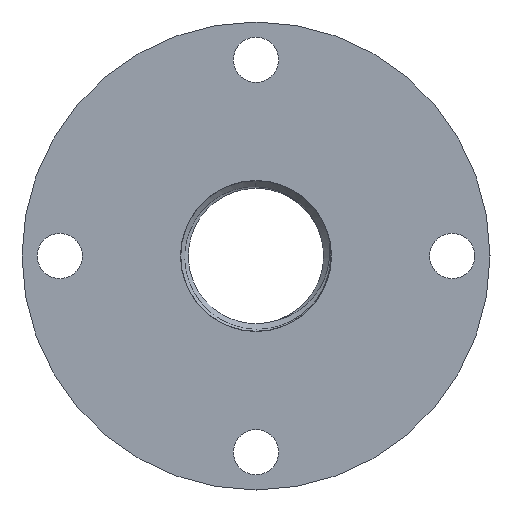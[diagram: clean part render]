
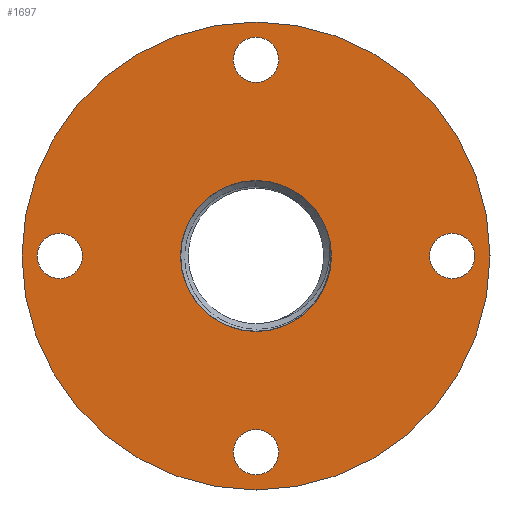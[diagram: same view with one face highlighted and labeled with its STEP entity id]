
A CAD part, left-side view. The second image highlights one B-rep face of the part: STEP entity #1697.
In plain terms, the highlighted planar face has unit normal (-1, 0, 0).
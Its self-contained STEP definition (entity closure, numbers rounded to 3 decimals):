
#15 = DIRECTION ( 'NONE',  ( 0., 0., -1. ) ) ;
#58 = VERTEX_POINT ( 'NONE', #258 ) ;
#64 = EDGE_CURVE ( 'NONE', #123, #2523, #183, .T. ) ;
#90 = EDGE_CURVE ( 'NONE', #2460, #704, #228, .T. ) ;
#97 = DIRECTION ( 'NONE',  ( 1., 0., 0. ) ) ;
#123 = VERTEX_POINT ( 'NONE', #618 ) ;
#165 = VERTEX_POINT ( 'NONE', #2645 ) ;
#183 = CIRCLE ( 'NONE', #187, 7.5 ) ;
#187 = AXIS2_PLACEMENT_3D ( 'NONE', #1273, #1453, #448 ) ;
#191 = DIRECTION ( 'NONE',  ( 1., 0., 0. ) ) ;
#201 = EDGE_LOOP ( 'NONE', ( #555, #1600 ) ) ;
#205 = EDGE_CURVE ( 'NONE', #1126, #165, #435, .T. ) ;
#207 = CARTESIAN_POINT ( 'NONE',  ( 0., 0., 0. ) ) ;
#228 = CIRCLE ( 'NONE', #256, 7.5 ) ;
#247 = CARTESIAN_POINT ( 'NONE',  ( 0., -65., 0. ) ) ;
#256 = AXIS2_PLACEMENT_3D ( 'NONE', #247, #1075, #2478 ) ;
#258 = CARTESIAN_POINT ( 'NONE',  ( 0., 0., 57.5 ) ) ;
#290 = CARTESIAN_POINT ( 'NONE',  ( 0., 0., 0. ) ) ;
#303 = CARTESIAN_POINT ( 'NONE',  ( 0., -65., -7.5 ) ) ;
#316 = EDGE_CURVE ( 'NONE', #2376, #1431, #615, .T. ) ;
#388 = ORIENTED_EDGE ( 'NONE', *, *, #927, .T. ) ;
#429 = DIRECTION ( 'NONE',  ( 1., 0., 0. ) ) ;
#435 = CIRCLE ( 'NONE', #467, 77.5 ) ;
#448 = DIRECTION ( 'NONE',  ( 0., 0., -1. ) ) ;
#467 = AXIS2_PLACEMENT_3D ( 'NONE', #207, #191, #789 ) ;
#472 = CARTESIAN_POINT ( 'NONE',  ( 0., -65., 0. ) ) ;
#486 = FACE_OUTER_BOUND ( 'NONE', #2212, .T. ) ;
#519 = EDGE_CURVE ( 'NONE', #165, #1126, #853, .T. ) ;
#535 = CARTESIAN_POINT ( 'NONE',  ( 0., 65., 7.5 ) ) ;
#536 = DIRECTION ( 'NONE',  ( 0., 0., -1. ) ) ;
#555 = ORIENTED_EDGE ( 'NONE', *, *, #790, .T. ) ;
#589 = CARTESIAN_POINT ( 'NONE',  ( 0., 0., 77.5 ) ) ;
#615 = CIRCLE ( 'NONE', #641, 25. ) ;
#618 = CARTESIAN_POINT ( 'NONE',  ( 0., 0., -57.5 ) ) ;
#619 = AXIS2_PLACEMENT_3D ( 'NONE', #1567, #2369, #536 ) ;
#641 = AXIS2_PLACEMENT_3D ( 'NONE', #1162, #429, #2259 ) ;
#669 = DIRECTION ( 'NONE',  ( 1., 0., 0. ) ) ;
#677 = CARTESIAN_POINT ( 'NONE',  ( 0., 0., 65. ) ) ;
#680 = FACE_BOUND ( 'NONE', #201, .T. ) ;
#686 = ORIENTED_EDGE ( 'NONE', *, *, #2407, .T. ) ;
#690 = DIRECTION ( 'NONE',  ( 1., 0., 0. ) ) ;
#691 = EDGE_CURVE ( 'NONE', #1591, #1140, #949, .T. ) ;
#704 = VERTEX_POINT ( 'NONE', #2068 ) ;
#723 = EDGE_LOOP ( 'NONE', ( #686, #1497 ) ) ;
#782 = DIRECTION ( 'NONE',  ( 1., 0., 0. ) ) ;
#789 = DIRECTION ( 'NONE',  ( 0., 0., -1. ) ) ;
#790 = EDGE_CURVE ( 'NONE', #1140, #1591, #1050, .T. ) ;
#830 = CIRCLE ( 'NONE', #1478, 7.5 ) ;
#853 = CIRCLE ( 'NONE', #856, 77.5 ) ;
#856 = AXIS2_PLACEMENT_3D ( 'NONE', #2046, #782, #1833 ) ;
#911 = ORIENTED_EDGE ( 'NONE', *, *, #205, .F. ) ;
#927 = EDGE_CURVE ( 'NONE', #1431, #2376, #1174, .T. ) ;
#949 = CIRCLE ( 'NONE', #952, 7.5 ) ;
#952 = AXIS2_PLACEMENT_3D ( 'NONE', #2515, #97, #1884 ) ;
#1007 = ORIENTED_EDGE ( 'NONE', *, *, #90, .T. ) ;
#1050 = CIRCLE ( 'NONE', #1081, 7.5 ) ;
#1060 = ORIENTED_EDGE ( 'NONE', *, *, #64, .T. ) ;
#1075 = DIRECTION ( 'NONE',  ( 1., 0., 0. ) ) ;
#1081 = AXIS2_PLACEMENT_3D ( 'NONE', #2146, #690, #15 ) ;
#1118 = DIRECTION ( 'NONE',  ( 1., 0., 0. ) ) ;
#1126 = VERTEX_POINT ( 'NONE', #589 ) ;
#1140 = VERTEX_POINT ( 'NONE', #535 ) ;
#1162 = CARTESIAN_POINT ( 'NONE',  ( 0., 0., 0. ) ) ;
#1174 = CIRCLE ( 'NONE', #1218, 25. ) ;
#1218 = AXIS2_PLACEMENT_3D ( 'NONE', #1717, #1529, #1926 ) ;
#1269 = ORIENTED_EDGE ( 'NONE', *, *, #2254, .T. ) ;
#1273 = CARTESIAN_POINT ( 'NONE',  ( 0., 0., -65. ) ) ;
#1304 = DIRECTION ( 'NONE',  ( 1., 0., 0. ) ) ;
#1320 = FACE_BOUND ( 'NONE', #2161, .T. ) ;
#1431 = VERTEX_POINT ( 'NONE', #1605 ) ;
#1453 = DIRECTION ( 'NONE',  ( 1., 0., 0. ) ) ;
#1478 = AXIS2_PLACEMENT_3D ( 'NONE', #2506, #669, #1504 ) ;
#1497 = ORIENTED_EDGE ( 'NONE', *, *, #2191, .T. ) ;
#1504 = DIRECTION ( 'NONE',  ( 0., 0., -1. ) ) ;
#1517 = DIRECTION ( 'NONE',  ( 1., 0., 0. ) ) ;
#1521 = FACE_BOUND ( 'NONE', #1603, .T. ) ;
#1529 = DIRECTION ( 'NONE',  ( 1., 0., 0. ) ) ;
#1567 = CARTESIAN_POINT ( 'NONE',  ( 0., 0., -65. ) ) ;
#1591 = VERTEX_POINT ( 'NONE', #2279 ) ;
#1600 = ORIENTED_EDGE ( 'NONE', *, *, #691, .T. ) ;
#1603 = EDGE_LOOP ( 'NONE', ( #1269, #1007 ) ) ;
#1605 = CARTESIAN_POINT ( 'NONE',  ( 0., 0., 25. ) ) ;
#1690 = EDGE_LOOP ( 'NONE', ( #1060, #1998 ) ) ;
#1694 = CIRCLE ( 'NONE', #2048, 7.5 ) ;
#1697 = ADVANCED_FACE ( 'NONE', ( #2519, #680, #1521, #2320, #486, #1320 ), #2134, .F. ) ;
#1717 = CARTESIAN_POINT ( 'NONE',  ( 0., 0., 0. ) ) ;
#1766 = VERTEX_POINT ( 'NONE', #2395 ) ;
#1833 = DIRECTION ( 'NONE',  ( 0., 0., -1. ) ) ;
#1863 = ORIENTED_EDGE ( 'NONE', *, *, #316, .T. ) ;
#1874 = CIRCLE ( 'NONE', #619, 7.5 ) ;
#1884 = DIRECTION ( 'NONE',  ( 0., 0., -1. ) ) ;
#1926 = DIRECTION ( 'NONE',  ( 0., 0., -1. ) ) ;
#1935 = DIRECTION ( 'NONE',  ( 0., 0., -1. ) ) ;
#1953 = CARTESIAN_POINT ( 'NONE',  ( 0., 0., -25. ) ) ;
#1992 = AXIS2_PLACEMENT_3D ( 'NONE', #472, #1304, #2121 ) ;
#1998 = ORIENTED_EDGE ( 'NONE', *, *, #2596, .T. ) ;
#2046 = CARTESIAN_POINT ( 'NONE',  ( 0., 0., 0. ) ) ;
#2048 = AXIS2_PLACEMENT_3D ( 'NONE', #677, #1517, #2318 ) ;
#2068 = CARTESIAN_POINT ( 'NONE',  ( 0., -65., 7.5 ) ) ;
#2121 = DIRECTION ( 'NONE',  ( 0., 0., -1. ) ) ;
#2134 = PLANE ( 'NONE',  #2458 ) ;
#2146 = CARTESIAN_POINT ( 'NONE',  ( 0., 65., 0. ) ) ;
#2161 = EDGE_LOOP ( 'NONE', ( #1863, #388 ) ) ;
#2191 = EDGE_CURVE ( 'NONE', #58, #1766, #830, .T. ) ;
#2212 = EDGE_LOOP ( 'NONE', ( #2262, #911 ) ) ;
#2254 = EDGE_CURVE ( 'NONE', #704, #2460, #2370, .T. ) ;
#2259 = DIRECTION ( 'NONE',  ( 0., 0., -1. ) ) ;
#2262 = ORIENTED_EDGE ( 'NONE', *, *, #519, .F. ) ;
#2279 = CARTESIAN_POINT ( 'NONE',  ( 0., 65., -7.5 ) ) ;
#2318 = DIRECTION ( 'NONE',  ( 0., 0., -1. ) ) ;
#2320 = FACE_BOUND ( 'NONE', #1690, .T. ) ;
#2369 = DIRECTION ( 'NONE',  ( 1., 0., 0. ) ) ;
#2370 = CIRCLE ( 'NONE', #1992, 7.5 ) ;
#2376 = VERTEX_POINT ( 'NONE', #1953 ) ;
#2395 = CARTESIAN_POINT ( 'NONE',  ( 0., 0., 72.5 ) ) ;
#2407 = EDGE_CURVE ( 'NONE', #1766, #58, #1694, .T. ) ;
#2458 = AXIS2_PLACEMENT_3D ( 'NONE', #290, #1118, #1935 ) ;
#2460 = VERTEX_POINT ( 'NONE', #303 ) ;
#2478 = DIRECTION ( 'NONE',  ( 0., 0., -1. ) ) ;
#2506 = CARTESIAN_POINT ( 'NONE',  ( 0., 0., 65. ) ) ;
#2515 = CARTESIAN_POINT ( 'NONE',  ( 0., 65., 0. ) ) ;
#2519 = FACE_BOUND ( 'NONE', #723, .T. ) ;
#2523 = VERTEX_POINT ( 'NONE', #2549 ) ;
#2549 = CARTESIAN_POINT ( 'NONE',  ( 0., 0., -72.5 ) ) ;
#2596 = EDGE_CURVE ( 'NONE', #2523, #123, #1874, .T. ) ;
#2645 = CARTESIAN_POINT ( 'NONE',  ( 0., 0., -77.5 ) ) ;
